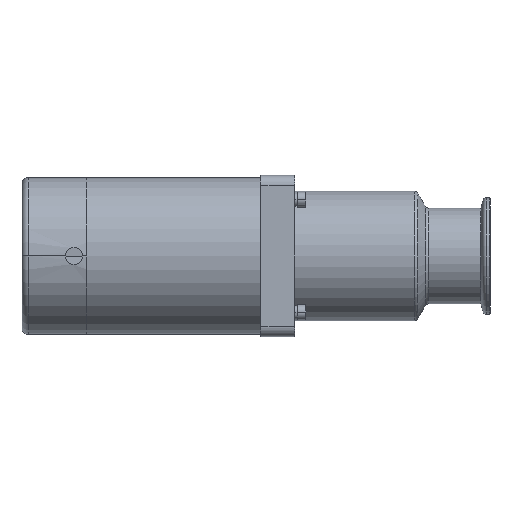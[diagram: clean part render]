
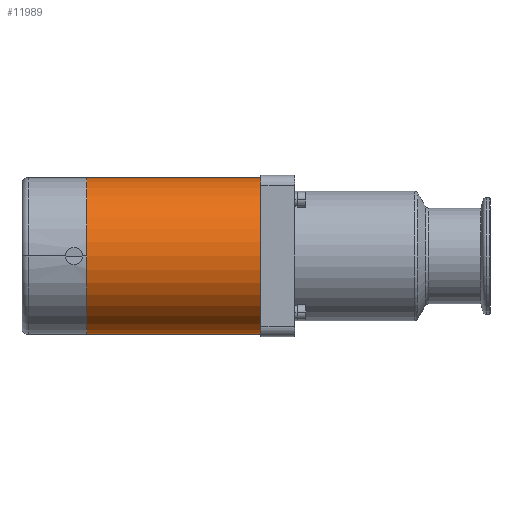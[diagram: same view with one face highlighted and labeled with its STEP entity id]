
A CAD part, left-side view. The second image highlights one B-rep face of the part: STEP entity #11989.
In plain terms, the highlighted cylindrical face has radius 37 mm (diameter 74 mm), a partial arc.
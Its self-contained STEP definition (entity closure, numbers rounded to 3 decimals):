
#498 = DIRECTION ( 'NONE',  ( 0., -1., 0. ) ) ;
#777 = CARTESIAN_POINT ( 'NONE',  ( 0., 43., 0. ) ) ;
#795 = AXIS2_PLACEMENT_3D ( 'NONE', #3519, #11264, #2743 ) ;
#1650 = DIRECTION ( 'NONE',  ( 0., 0., -1. ) ) ;
#1794 = CARTESIAN_POINT ( 'NONE',  ( 0., 125., -37. ) ) ;
#1962 = EDGE_CURVE ( 'NONE', #11612, #12395, #2879, .T. ) ;
#2012 = ORIENTED_EDGE ( 'NONE', *, *, #3642, .T. ) ;
#2312 = DIRECTION ( 'NONE',  ( 0., -1., 0. ) ) ;
#2488 = VECTOR ( 'NONE', #7705, 1000. ) ;
#2743 = DIRECTION ( 'NONE',  ( 0., 0., -1. ) ) ;
#2748 = ORIENTED_EDGE ( 'NONE', *, *, #10996, .F. ) ;
#2759 = CARTESIAN_POINT ( 'NONE',  ( 0., -27.299, 37. ) ) ;
#2879 = LINE ( 'NONE', #2759, #2488 ) ;
#3519 = CARTESIAN_POINT ( 'NONE',  ( 0., 125., 0. ) ) ;
#3596 = AXIS2_PLACEMENT_3D ( 'NONE', #777, #8500, #1650 ) ;
#3642 = EDGE_CURVE ( 'NONE', #6946, #12185, #12167, .T. ) ;
#4047 = EDGE_LOOP ( 'NONE', ( #5616, #10897, #2012, #2748 ) ) ;
#4213 = CYLINDRICAL_SURFACE ( 'NONE', #4631, 37. ) ;
#4364 = VECTOR ( 'NONE', #498, 1000. ) ;
#4410 = DIRECTION ( 'NONE',  ( 0., 0., -1. ) ) ;
#4631 = AXIS2_PLACEMENT_3D ( 'NONE', #6316, #2312, #4410 ) ;
#5166 = FACE_OUTER_BOUND ( 'NONE', #4047, .T. ) ;
#5260 = CARTESIAN_POINT ( 'NONE',  ( 0., -27.299, -37. ) ) ;
#5616 = ORIENTED_EDGE ( 'NONE', *, *, #1962, .F. ) ;
#6267 = CIRCLE ( 'NONE', #795, 37. ) ;
#6316 = CARTESIAN_POINT ( 'NONE',  ( 0., -27.299, 0. ) ) ;
#6946 = VERTEX_POINT ( 'NONE', #1794 ) ;
#7031 = CIRCLE ( 'NONE', #3596, 37. ) ;
#7705 = DIRECTION ( 'NONE',  ( 0., -1., 0. ) ) ;
#8500 = DIRECTION ( 'NONE',  ( 0., -1., 0. ) ) ;
#9266 = CARTESIAN_POINT ( 'NONE',  ( 0., 43., 37. ) ) ;
#9366 = CARTESIAN_POINT ( 'NONE',  ( 0., 125., 37. ) ) ;
#10897 = ORIENTED_EDGE ( 'NONE', *, *, #12111, .T. ) ;
#10927 = CARTESIAN_POINT ( 'NONE',  ( 0., 43., -37. ) ) ;
#10996 = EDGE_CURVE ( 'NONE', #12395, #12185, #7031, .T. ) ;
#11264 = DIRECTION ( 'NONE',  ( 0., -1., 0. ) ) ;
#11612 = VERTEX_POINT ( 'NONE', #9366 ) ;
#11989 = ADVANCED_FACE ( 'NONE', ( #5166 ), #4213, .T. ) ;
#12111 = EDGE_CURVE ( 'NONE', #11612, #6946, #6267, .T. ) ;
#12167 = LINE ( 'NONE', #5260, #4364 ) ;
#12185 = VERTEX_POINT ( 'NONE', #10927 ) ;
#12395 = VERTEX_POINT ( 'NONE', #9266 ) ;
